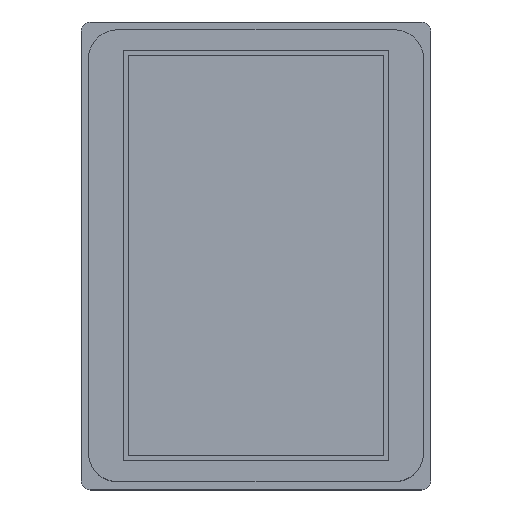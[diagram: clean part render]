
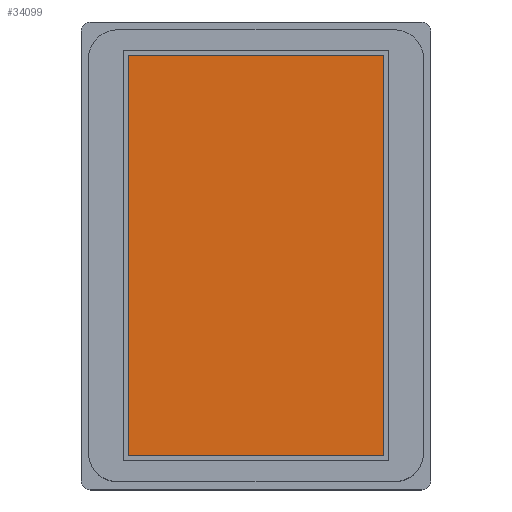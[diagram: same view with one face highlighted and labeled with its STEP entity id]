
A CAD part, top view. The second image highlights one B-rep face of the part: STEP entity #34099.
In plain terms, the highlighted planar face has unit normal (0, 0, 1).
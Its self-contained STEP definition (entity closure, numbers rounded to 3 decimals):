
#33064=DIRECTION('',(0.,-1.,0.));
#33065=VECTOR('',#33064,136.8);
#33066=CARTESIAN_POINT('',(-42.122,84.865,
40.981));
#33067=LINE('',#33066,#33065);
#33071=DIRECTION('',(-1.,0.,0.));
#33072=VECTOR('',#33071,87.4);
#33073=CARTESIAN_POINT('',(45.278,84.865,40.981));
#33074=LINE('',#33073,#33072);
#33078=DIRECTION('',(0.,1.,0.));
#33079=VECTOR('',#33078,136.8);
#33080=CARTESIAN_POINT('',(45.278,-51.935,
40.981));
#33081=LINE('',#33080,#33079);
#33085=DIRECTION('',(1.,0.,0.));
#33086=VECTOR('',#33085,87.4);
#33087=CARTESIAN_POINT('',(-42.122,-51.935,
40.981));
#33088=LINE('',#33087,#33086);
#33458=CARTESIAN_POINT('',(-42.122,-51.935,
40.981));
#33459=CARTESIAN_POINT('',(45.278,-51.935,
40.981));
#33460=VERTEX_POINT('',#33458);
#33461=VERTEX_POINT('',#33459);
#33518=CARTESIAN_POINT('',(-42.122,84.865,
40.981));
#33519=VERTEX_POINT('',#33518);
#33527=CARTESIAN_POINT('',(45.278,84.865,40.981));
#33529=VERTEX_POINT('',#33527);
#34088=CARTESIAN_POINT('',(-55.722,93.715,
40.981));
#34089=DIRECTION('',(0.,0.,-1.));
#34090=DIRECTION('',(-1.,0.,0.));
#34091=AXIS2_PLACEMENT_3D('',#34088,#34089,#34090);
#34092=PLANE('',#34091);
#34093=ORIENTED_EDGE('',*,*,#34075,.F.);
#34094=ORIENTED_EDGE('',*,*,#34012,.F.);
#34095=ORIENTED_EDGE('',*,*,#34034,.F.);
#34096=ORIENTED_EDGE('',*,*,#34055,.F.);
#34097=EDGE_LOOP('',(#34093,#34094,#34095,#34096));
#34098=FACE_OUTER_BOUND('',#34097,.F.);
#34012=EDGE_CURVE('',#33529,#33519,#33074,.T.);
#34034=EDGE_CURVE('',#33461,#33529,#33081,.T.);
#34055=EDGE_CURVE('',#33460,#33461,#33088,.T.);
#34075=EDGE_CURVE('',#33519,#33460,#33067,.T.);
#34099=ADVANCED_FACE('',(#34098),#34092,.F.);
